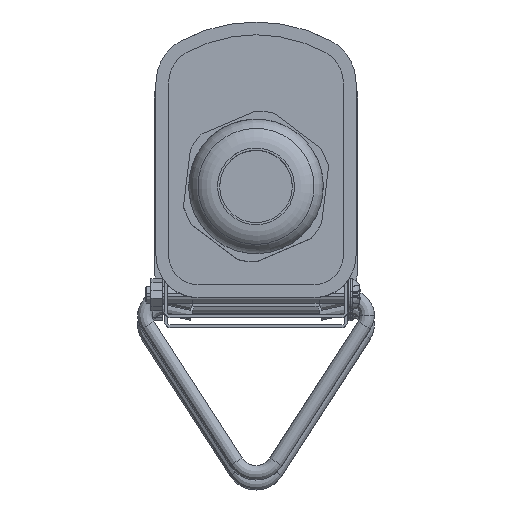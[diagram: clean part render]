
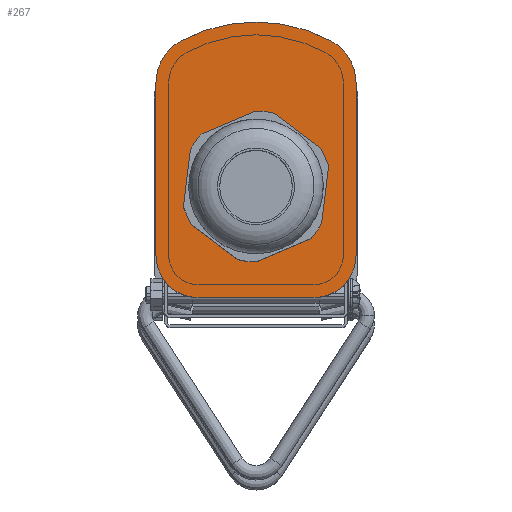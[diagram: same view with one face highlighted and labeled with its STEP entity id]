
A CAD part, top view. The second image highlights one B-rep face of the part: STEP entity #267.
In plain terms, the highlighted face is planar.
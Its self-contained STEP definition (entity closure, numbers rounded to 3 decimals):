
#267 = ADVANCED_FACE ( 'NONE', ( #4450, #3352 ), #2005, .T. ) ;
#683 = ORIENTED_EDGE ( 'NONE', *, *, #15363, .F. ) ;
#821 = CIRCLE ( 'NONE', #14797, 7.25 ) ;
#929 = CARTESIAN_POINT ( 'NONE',  ( -10.25, -754.6, -22.167 ) ) ;
#1004 = VECTOR ( 'NONE', #8363, 1000. ) ;
#1287 = CIRCLE ( 'NONE', #13885, 8.25 ) ;
#1463 = ORIENTED_EDGE ( 'NONE', *, *, #8399, .F. ) ;
#1519 = AXIS2_PLACEMENT_3D ( 'NONE', #11380, #8784, #16397 ) ;
#1541 = ORIENTED_EDGE ( 'NONE', *, *, #7214, .F. ) ;
#1662 = ORIENTED_EDGE ( 'NONE', *, *, #4388, .F. ) ;
#1694 = AXIS2_PLACEMENT_3D ( 'NONE', #8733, #10295, #11341 ) ;
#1839 = CARTESIAN_POINT ( 'NONE',  ( 17.25, -754.6, -40.033 ) ) ;
#2005 = PLANE ( 'NONE',  #1519 ) ;
#2055 = CARTESIAN_POINT ( 'NONE',  ( 10., -754.6, -3.05 ) ) ;
#2306 = VERTEX_POINT ( 'NONE', #10856 ) ;
#2361 = CARTESIAN_POINT ( 'NONE',  ( 12.908, -754.6, -47.299 ) ) ;
#2938 = CARTESIAN_POINT ( 'NONE',  ( -10., -754.6, -3.05 ) ) ;
#3312 = EDGE_CURVE ( 'NONE', #14315, #9846, #12788, .T. ) ;
#3352 = FACE_OUTER_BOUND ( 'NONE', #15555, .T. ) ;
#4290 = LINE ( 'NONE', #2938, #12583 ) ;
#4388 = EDGE_CURVE ( 'NONE', #12349, #12349, #7435, .T. ) ;
#4450 = FACE_BOUND ( 'NONE', #16349, .T. ) ;
#4554 = AXIS2_PLACEMENT_3D ( 'NONE', #4733, #16591, #6053 ) ;
#4733 = CARTESIAN_POINT ( 'NONE',  ( 0., -754.6, -23.3 ) ) ;
#5465 = DIRECTION ( 'NONE',  ( 0., 1., 0. ) ) ;
#5523 = CIRCLE ( 'NONE', #5799, 8.25 ) ;
#5729 = CARTESIAN_POINT ( 'NONE',  ( -17.25, -754.6, -40.033 ) ) ;
#5799 = AXIS2_PLACEMENT_3D ( 'NONE', #6775, #5465, #15947 ) ;
#6048 = AXIS2_PLACEMENT_3D ( 'NONE', #16490, #15392, #16415 ) ;
#6053 = DIRECTION ( 'NONE',  ( -1., 0., 0. ) ) ;
#6427 = DIRECTION ( 'NONE',  ( -1., 0., 0. ) ) ;
#6540 = ORIENTED_EDGE ( 'NONE', *, *, #9409, .F. ) ;
#6763 = CARTESIAN_POINT ( 'NONE',  ( -9., -754.6, -40.033 ) ) ;
#6775 = CARTESIAN_POINT ( 'NONE',  ( 9., -754.6, -40.033 ) ) ;
#7031 = LINE ( 'NONE', #13702, #8368 ) ;
#7214 = EDGE_CURVE ( 'NONE', #13364, #9259, #4290, .T. ) ;
#7317 = EDGE_CURVE ( 'NONE', #9259, #2306, #821, .T. ) ;
#7435 = CIRCLE ( 'NONE', #6048, 10.25 ) ;
#7928 = VERTEX_POINT ( 'NONE', #1839 ) ;
#8113 = CARTESIAN_POINT ( 'NONE',  ( -17.25, -754.6, -10.3 ) ) ;
#8363 = DIRECTION ( 'NONE',  ( 0., 0., 1. ) ) ;
#8368 = VECTOR ( 'NONE', #9985, 1000. ) ;
#8399 = EDGE_CURVE ( 'NONE', #2306, #7928, #7031, .T. ) ;
#8449 = VERTEX_POINT ( 'NONE', #5729 ) ;
#8733 = CARTESIAN_POINT ( 'NONE',  ( -10., -754.6, -10.3 ) ) ;
#8784 = DIRECTION ( 'NONE',  ( 0., -1., 0. ) ) ;
#9259 = VERTEX_POINT ( 'NONE', #2055 ) ;
#9381 = CIRCLE ( 'NONE', #1694, 7.25 ) ;
#9409 = EDGE_CURVE ( 'NONE', #9846, #8449, #1287, .T. ) ;
#9535 = DIRECTION ( 'NONE',  ( 0., 1., 0. ) ) ;
#9680 = LINE ( 'NONE', #12060, #1004 ) ;
#9846 = VERTEX_POINT ( 'NONE', #10787 ) ;
#9877 = CARTESIAN_POINT ( 'NONE',  ( -10., -754.6, -3.05 ) ) ;
#9985 = DIRECTION ( 'NONE',  ( 0., 0., -1. ) ) ;
#10295 = DIRECTION ( 'NONE',  ( 0., 1., 0. ) ) ;
#10787 = CARTESIAN_POINT ( 'NONE',  ( -12.908, -754.6, -47.299 ) ) ;
#10856 = CARTESIAN_POINT ( 'NONE',  ( 17.25, -754.6, -10.3 ) ) ;
#11341 = DIRECTION ( 'NONE',  ( -1., 0., 0. ) ) ;
#11380 = CARTESIAN_POINT ( 'NONE',  ( -9., -754.6, -40.033 ) ) ;
#11674 = ORIENTED_EDGE ( 'NONE', *, *, #3312, .F. ) ;
#11691 = DIRECTION ( 'NONE',  ( 0., 1., 0. ) ) ;
#11703 = EDGE_CURVE ( 'NONE', #8449, #13296, #9680, .T. ) ;
#11844 = DIRECTION ( 'NONE',  ( -1., 0., 0. ) ) ;
#11890 = ORIENTED_EDGE ( 'NONE', *, *, #11703, .F. ) ;
#12060 = CARTESIAN_POINT ( 'NONE',  ( -17.25, -754.6, -40.033 ) ) ;
#12349 = VERTEX_POINT ( 'NONE', #929 ) ;
#12583 = VECTOR ( 'NONE', #13725, 1000. ) ;
#12788 = CIRCLE ( 'NONE', #4554, 27.25 ) ;
#12916 = ORIENTED_EDGE ( 'NONE', *, *, #7317, .F. ) ;
#12929 = CARTESIAN_POINT ( 'NONE',  ( 10., -754.6, -10.3 ) ) ;
#13296 = VERTEX_POINT ( 'NONE', #8113 ) ;
#13364 = VERTEX_POINT ( 'NONE', #9877 ) ;
#13702 = CARTESIAN_POINT ( 'NONE',  ( 17.25, -754.6, -10.3 ) ) ;
#13725 = DIRECTION ( 'NONE',  ( 1., 0., 0. ) ) ;
#13885 = AXIS2_PLACEMENT_3D ( 'NONE', #6763, #9535, #11844 ) ;
#14315 = VERTEX_POINT ( 'NONE', #2361 ) ;
#14797 = AXIS2_PLACEMENT_3D ( 'NONE', #12929, #11691, #6427 ) ;
#15363 = EDGE_CURVE ( 'NONE', #7928, #14315, #5523, .T. ) ;
#15392 = DIRECTION ( 'NONE',  ( 0., -1., 0. ) ) ;
#15555 = EDGE_LOOP ( 'NONE', ( #11674, #683, #1463, #12916, #1541, #15721, #11890, #6540 ) ) ;
#15721 = ORIENTED_EDGE ( 'NONE', *, *, #15793, .F. ) ;
#15793 = EDGE_CURVE ( 'NONE', #13296, #13364, #9381, .T. ) ;
#15947 = DIRECTION ( 'NONE',  ( -1., 0., 0. ) ) ;
#16349 = EDGE_LOOP ( 'NONE', ( #1662 ) ) ;
#16397 = DIRECTION ( 'NONE',  ( -1., 0., 0. ) ) ;
#16415 = DIRECTION ( 'NONE',  ( -1., 0., 0. ) ) ;
#16490 = CARTESIAN_POINT ( 'NONE',  ( 0., -754.6, -22.167 ) ) ;
#16591 = DIRECTION ( 'NONE',  ( 0., 1., 0. ) ) ;
